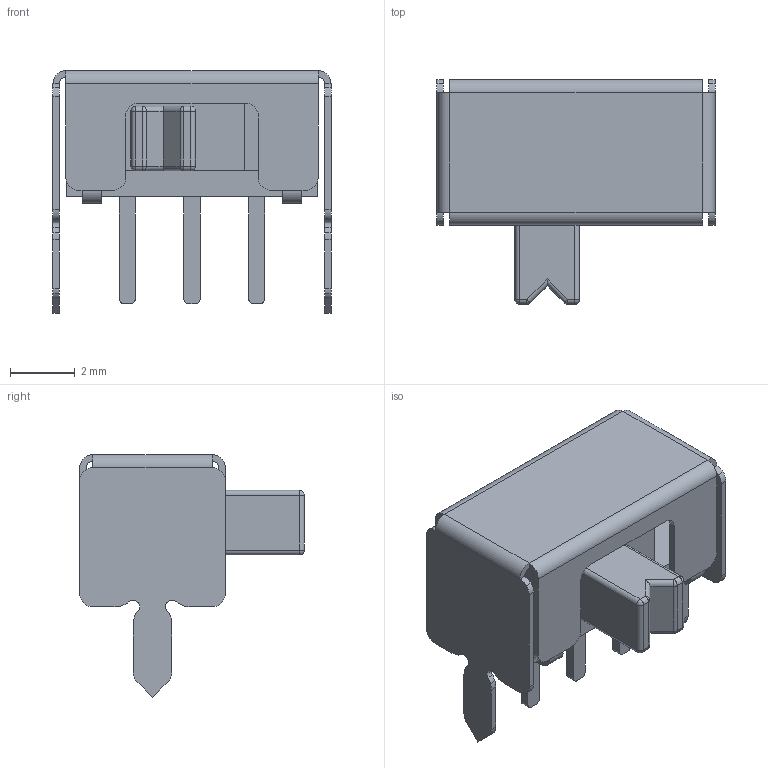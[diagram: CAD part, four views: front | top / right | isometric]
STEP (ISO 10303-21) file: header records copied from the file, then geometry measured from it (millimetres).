
FILE_DESCRIPTION(('HOOPS Exchange Step'),'2;1');
FILE_NAME('temp_export','2025-06-27T01:44:09-17:00',('Nhatkhongbuon'),('Shapr3D Limited'),'HOOPS Exchange 2024.8','Shapr3D','Authorized');
FILE_SCHEMA( ('AP242_MANAGED_MODEL_BASED_3D_ENGINEERING_MIM_LF {1 0 10303 442 1 1 4}') );
Length unit declared in the file: millimetre
Products named in the file (2): 3Pins SPDT switch SK-12D07 1P2T.step; root
Assembly tree (1 placements, depth 2):
  root
    3Pins SPDT switch SK-12D07 1P2T.step
Bounding box: 8.6 x 6.94 x 7.5 mm (x, y, z)
Volume: 105.2 mm3; surface area: 461.7 mm2
Topology: 6 solids, 6 shells, 217 faces, 557 edges, 344 vertices
Faces by surface type: cylinder 108, plane 101, sphere 8
Entity records: 6579 total; most frequent: DIRECTION 1205, CARTESIAN_POINT 1114, ORIENTED_EDGE 1098, EDGE_CURVE 549, AXIS2_PLACEMENT_3D 435, VERTEX_POINT 344, VECTOR 335, LINE 335
